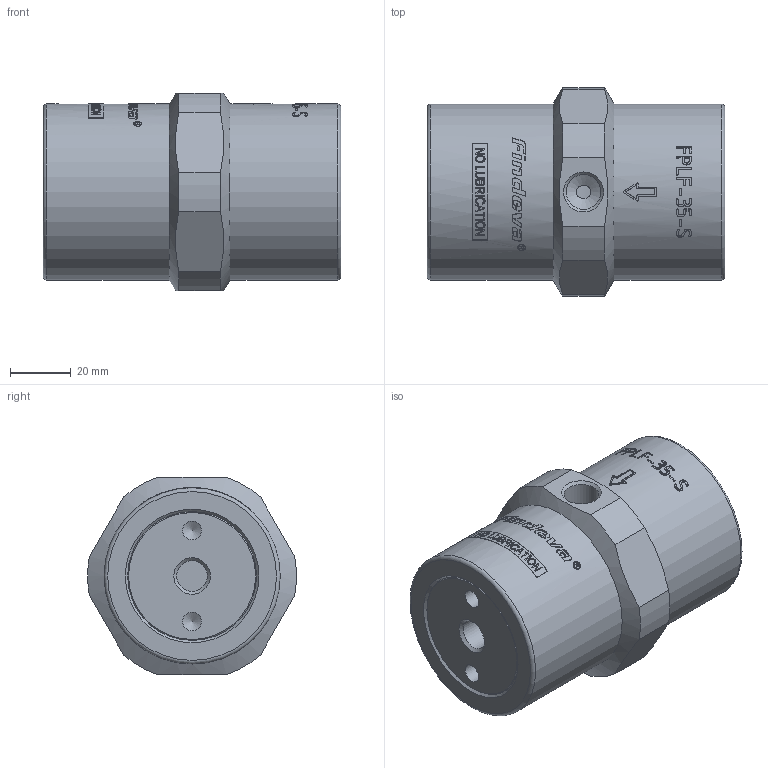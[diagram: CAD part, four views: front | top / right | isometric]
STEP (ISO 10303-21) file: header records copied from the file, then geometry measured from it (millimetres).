
FILE_DESCRIPTION((''),'2;1');
FILE_NAME('9535-10-M.stp','2012-04-02T23:24:43',('Petr'),(''),'Autodesk Inventor 2011','Autodesk Inventor 2011','');
FILE_SCHEMA(('CONFIG_CONTROL_DESIGN'));
Length unit declared in the file: millimetre
Products named in the file (1): 9535-10-M
Bounding box: 98 x 68.73 x 65 mm (x, y, z)
Volume: 268323.2 mm3; surface area: 26829.8 mm2
Topology: 1 solids, 1 shells, 489 faces, 1299 edges, 863 vertices
Faces by surface type: bspline 224, plane 187, cylinder 62, cone 14, torus 2
Full cylindrical faces by diameter (mm): 6.2 x4, 10.106 x1, 11.445 x2, 58 x2
Entity records: 57591 total; most frequent: CARTESIAN_POINT 46894, ORIENTED_EDGE 2526, DIRECTION 1361, EDGE_CURVE 1263, VERTEX_POINT 852, B_SPLINE_CURVE_WITH_KNOTS 599, EDGE_LOOP 565, FACE_OUTER_BOUND 489
